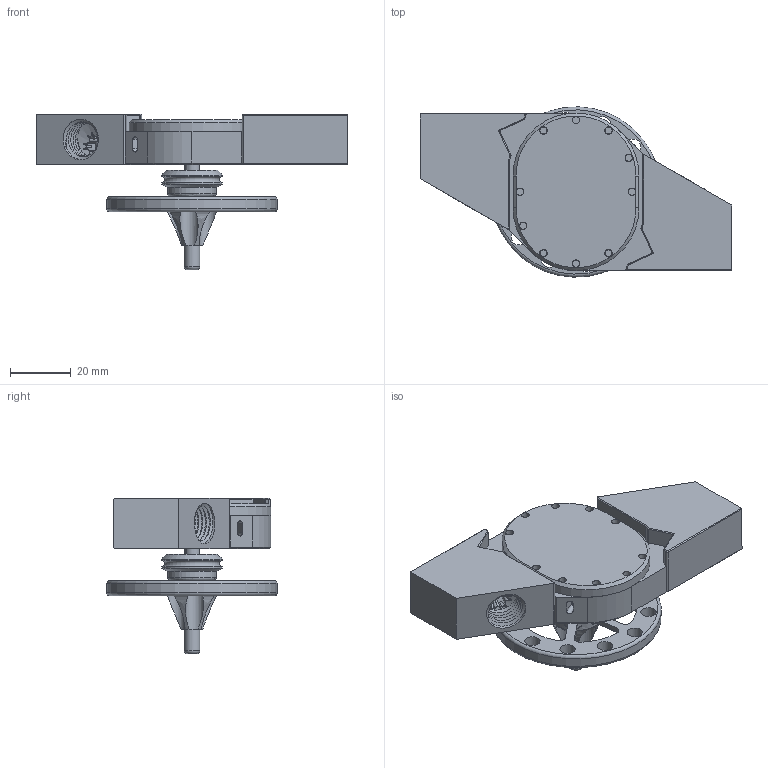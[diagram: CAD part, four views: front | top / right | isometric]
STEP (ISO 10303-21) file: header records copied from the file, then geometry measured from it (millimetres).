
FILE_DESCRIPTION(/* description */ (''),/* implementation_level */ '2;1');
FILE_NAME(/* name */ 'EngineAssembly.stp',/* time_stamp */ '2021-05-01T12:08:10-04:00',/* author */ ('DDeGo'),/* organization */ (''),/* preprocessor_version */ 'ST-DEVELOPER v18',/* originating_system */ 'Autodesk Inventor 2020',/* authorisation */ '');
FILE_SCHEMA (('AUTOMOTIVE_DESIGN { 1 0 10303 214 3 1 1 }'));
Products named in the file (14): EngineAssemblyNEW; housingNEW; housingValveNEW; housingPlate; piston; 6701 bearing; camshaft; MR85 bearing; CamPlate; Flywheel; ValveFlapper; oring_4x8; 6mm bb; ApexSeal_oring_2mm
Assembly tree (22 placements, depth 2):
  EngineAssemblyNEW
    housingNEW
    housingValveNEW  x2
    ValveFlapper  x2
    housingPlate
    piston
    6701 bearing
    MR85 bearing  x2
    camshaft
    CamPlate
    Flywheel
    oring_4x8  x4
    6mm bb  x2
    ApexSeal_oring_2mm  x3
Bounding box: 102.5 x 55.98 x 51.04 mm (x, y, z)
Volume: 48554.7 mm3; surface area: 36533.7 mm2
Topology: 22 solids, 22 shells, 1653 faces, 4417 edges, 2763 vertices
Faces by surface type: cylinder 473, plane 470, bspline 416, torus 164, cone 118, sphere 12
Full cylindrical faces by diameter (mm): 1 x5, 1.1 x7, 1.9 x12, 2.3 x10, 2.4 x5, 2.5 x10, 2.7 x5, 3 x1, 3.15 x1, 5 x14, 5.2 x2, 5.5 x4, 6 x2, 7.15 x1, 7.5 x4, 8 x3, 8.15 x2, 8.2 x1, 12 x1, 13 x2, 16 x1, 17 x2, 18 x2, 18.15 x1, 20 x2, 56 x1
Entity records: 57538 total; most frequent: CARTESIAN_POINT 27011, ORIENTED_EDGE 6752, DIRECTION 5682, EDGE_CURVE 3376, AXIS2_PLACEMENT_3D 2365, VERTEX_POINT 2107, EDGE_LOOP 1396, CIRCLE 1323
